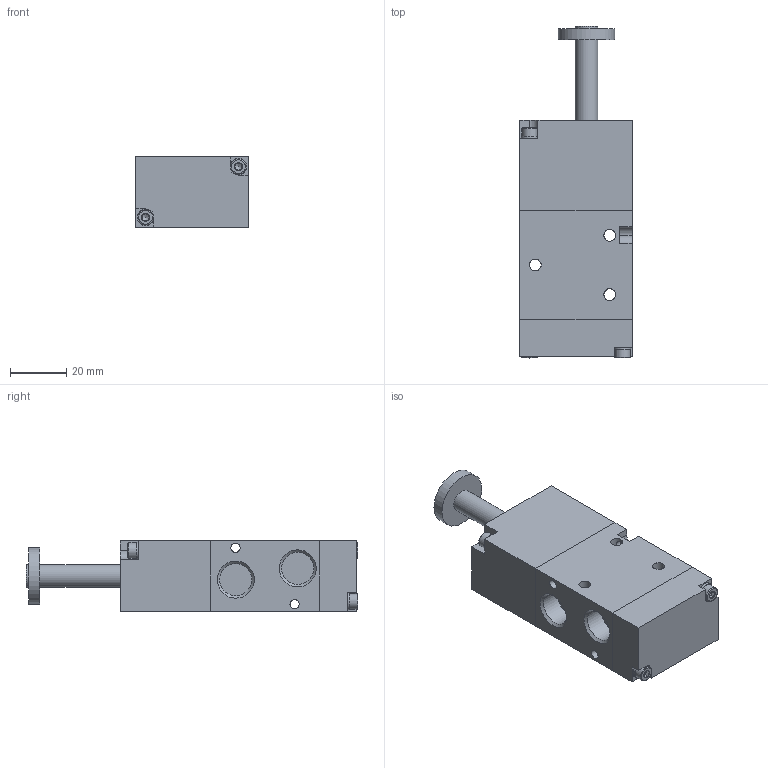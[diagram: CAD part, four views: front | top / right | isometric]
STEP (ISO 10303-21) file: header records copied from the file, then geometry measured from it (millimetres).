
FILE_DESCRIPTION(/* description */ ('Alibre Inc.'),/* implementation_level */ '2;1');
FILE_NAME(/* name */ 'export-BAF7169D-96C8-458D-B4F9-455AC2ECC788',/* time_stamp */ '2020-07-30T14:00:54+02:00',/* author */ (''),/* organization */ (''),/* preprocessor_version */ 'ST-DEVELOPER v17',/* originating_system */ 'Alibre',/* authorisation */ '');
FILE_SCHEMA (('AUTOMOTIVE_DESIGN'));
Length unit declared in the file: millimetre
Bounding box: 40 x 117.9 x 25 mm (x, y, z)
Volume: 82003.9 mm3; surface area: 22008.6 mm2
Topology: 11 solids, 11 shells, 188 faces, 476 edges, 322 vertices
Faces by surface type: plane 116, cylinder 40, cone 20, torus 12
Full cylindrical faces by diameter (mm): 3 x8, 3.3 x4, 4.134 x1, 4.2 x3, 5.4 x1, 5.5 x4, 6 x4, 8 x2, 11.445 x3, 20 x1
Entity records: 3790 total; most frequent: CARTESIAN_POINT 952, ORIENTED_EDGE 518, DIRECTION 506, EDGE_CURVE 259, AXIS2_PLACEMENT_3D 211, VERTEX_POINT 175, VECTOR 152, LINE 152
